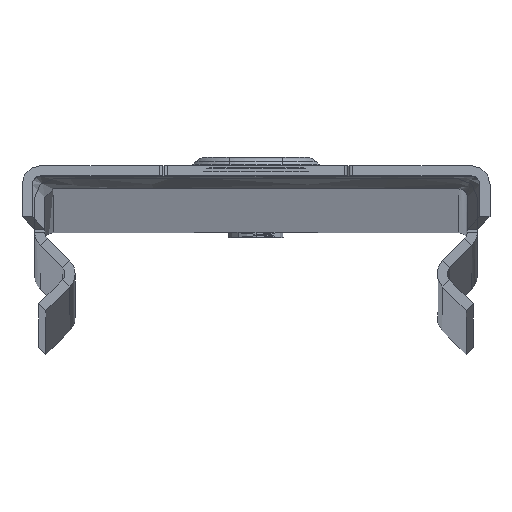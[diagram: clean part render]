
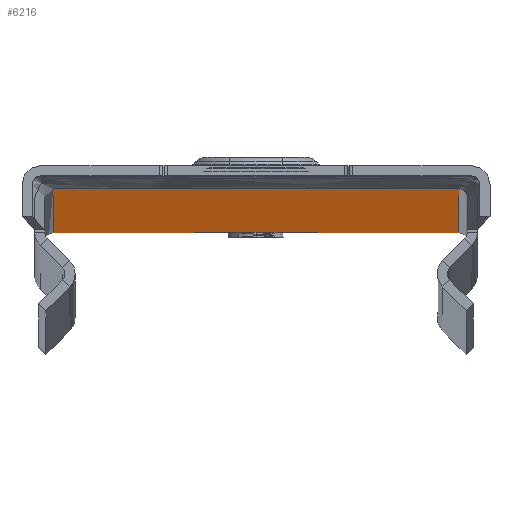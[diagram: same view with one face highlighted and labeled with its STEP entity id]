
A CAD part, top view. The second image highlights one B-rep face of the part: STEP entity #6216.
In plain terms, the highlighted planar face has unit normal (0, -1, 0).
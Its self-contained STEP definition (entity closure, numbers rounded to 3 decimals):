
#18 = VERTEX_POINT ( 'NONE', #821 ) ;
#25 = DIRECTION ( 'NONE',  ( 0., 0., 1. ) ) ;
#86 = DIRECTION ( 'NONE',  ( 1., 0., 0. ) ) ;
#92 = CARTESIAN_POINT ( 'NONE',  ( -11.414, 0., -2969. ) ) ;
#183 = CARTESIAN_POINT ( 'NONE',  ( -10.5, 0., -2968.5 ) ) ;
#321 = VECTOR ( 'NONE', #5580, 1000. ) ;
#325 = CARTESIAN_POINT ( 'NONE',  ( 0., 0., -2955. ) ) ;
#327 = CARTESIAN_POINT ( 'NONE',  ( -10.854, 0., -2968.646 ) ) ;
#821 = CARTESIAN_POINT ( 'NONE',  ( 10.854, 0., -2968.646 ) ) ;
#859 = CARTESIAN_POINT ( 'NONE',  ( 25., 0., -2969. ) ) ;
#862 = DIRECTION ( 'NONE',  ( 0., -1., 0. ) ) ;
#881 = DIRECTION ( 'NONE',  ( 1., 0., 0. ) ) ;
#897 = ORIENTED_EDGE ( 'NONE', *, *, #4414, .T. ) ;
#919 = DIRECTION ( 'NONE',  ( -1., 0., 0. ) ) ;
#961 = EDGE_CURVE ( 'NONE', #7061, #4142, #3629, .T. ) ;
#1023 = VERTEX_POINT ( 'NONE', #183 ) ;
#1260 = CIRCLE ( 'NONE', #5527, 0.5 ) ;
#1277 = DIRECTION ( 'NONE',  ( 0., 0., -1. ) ) ;
#1281 = VERTEX_POINT ( 'NONE', #1359 ) ;
#1341 = VERTEX_POINT ( 'NONE', #1646 ) ;
#1359 = CARTESIAN_POINT ( 'NONE',  ( 11.061, 0., -2968.854 ) ) ;
#1493 = DIRECTION ( 'NONE',  ( 0., -1., 0. ) ) ;
#1504 = LINE ( 'NONE', #4745, #2828 ) ;
#1526 = DIRECTION ( 'NONE',  ( 0., -1., 0. ) ) ;
#1538 = CARTESIAN_POINT ( 'NONE',  ( -24., 0., -2969. ) ) ;
#1615 = CARTESIAN_POINT ( 'NONE',  ( 0., 0., -2955. ) ) ;
#1622 = VECTOR ( 'NONE', #2622, 1000. ) ;
#1634 = DIRECTION ( 'NONE',  ( 0., 1., 0. ) ) ;
#1639 = CARTESIAN_POINT ( 'NONE',  ( 24., 0., -2969. ) ) ;
#1646 = CARTESIAN_POINT ( 'NONE',  ( 10.5, 0., -2968.5 ) ) ;
#1651 = ORIENTED_EDGE ( 'NONE', *, *, #4231, .F. ) ;
#1671 = VERTEX_POINT ( 'NONE', #5093 ) ;
#1692 = CIRCLE ( 'NONE', #5918, 0.5 ) ;
#1779 = VERTEX_POINT ( 'NONE', #3661 ) ;
#1798 = DIRECTION ( 'NONE',  ( -1., 0., 0. ) ) ;
#1829 = AXIS2_PLACEMENT_3D ( 'NONE', #1615, #1634, #1798 ) ;
#1846 = ORIENTED_EDGE ( 'NONE', *, *, #3898, .T. ) ;
#1885 = LINE ( 'NONE', #5179, #2502 ) ;
#1903 = CIRCLE ( 'NONE', #6067, 7.3 ) ;
#2028 = ORIENTED_EDGE ( 'NONE', *, *, #6481, .T. ) ;
#2376 = FACE_BOUND ( 'NONE', #4780, .T. ) ;
#2382 = FACE_OUTER_BOUND ( 'NONE', #3370, .T. ) ;
#2390 = CARTESIAN_POINT ( 'NONE',  ( -24., 0., 0. ) ) ;
#2502 = VECTOR ( 'NONE', #5163, 1000. ) ;
#2534 = AXIS2_PLACEMENT_3D ( 'NONE', #6634, #3104, #7203 ) ;
#2577 = ORIENTED_EDGE ( 'NONE', *, *, #7430, .T. ) ;
#2605 = CARTESIAN_POINT ( 'NONE',  ( 11.414, 0., -2969. ) ) ;
#2622 = DIRECTION ( 'NONE',  ( 0., 0., 1. ) ) ;
#2647 = VERTEX_POINT ( 'NONE', #2605 ) ;
#2684 = ORIENTED_EDGE ( 'NONE', *, *, #2745, .T. ) ;
#2745 = EDGE_CURVE ( 'NONE', #6602, #7061, #4525, .T. ) ;
#2828 = VECTOR ( 'NONE', #4595, 1000. ) ;
#2911 = VECTOR ( 'NONE', #86, 1000. ) ;
#2943 = EDGE_CURVE ( 'NONE', #18, #1281, #1504, .T. ) ;
#3027 = ORIENTED_EDGE ( 'NONE', *, *, #3540, .T. ) ;
#3104 = DIRECTION ( 'NONE',  ( 0., 1., 0. ) ) ;
#3318 = CIRCLE ( 'NONE', #2534, 0.5 ) ;
#3370 = EDGE_LOOP ( 'NONE', ( #3443, #2577, #7279, #2028, #1651, #6468, #2684, #5702, #5301, #897, #1846, #5807 ) ) ;
#3374 = CARTESIAN_POINT ( 'NONE',  ( -11.414, 0., -2968.5 ) ) ;
#3395 = EDGE_CURVE ( 'NONE', #2647, #5198, #1885, .T. ) ;
#3412 = EDGE_CURVE ( 'NONE', #4142, #5099, #4195, .T. ) ;
#3443 = ORIENTED_EDGE ( 'NONE', *, *, #2943, .T. ) ;
#3470 = LINE ( 'NONE', #1639, #7110 ) ;
#3528 = DIRECTION ( 'NONE',  ( 0., 1., 0. ) ) ;
#3540 = EDGE_CURVE ( 'NONE', #4193, #1779, #5525, .T. ) ;
#3579 = VERTEX_POINT ( 'NONE', #2390 ) ;
#3629 = CIRCLE ( 'NONE', #7474, 0.5 ) ;
#3661 = CARTESIAN_POINT ( 'NONE',  ( -7.3, 0., -2955. ) ) ;
#3890 = CARTESIAN_POINT ( 'NONE',  ( 24., 0., -2969. ) ) ;
#3898 = EDGE_CURVE ( 'NONE', #1023, #1341, #4629, .T. ) ;
#4112 = CARTESIAN_POINT ( 'NONE',  ( 25., 0., -2968.5 ) ) ;
#4142 = VERTEX_POINT ( 'NONE', #6324 ) ;
#4193 = VERTEX_POINT ( 'NONE', #6962 ) ;
#4195 = LINE ( 'NONE', #5403, #321 ) ;
#4231 = EDGE_CURVE ( 'NONE', #3579, #1671, #5266, .T. ) ;
#4404 = DIRECTION ( 'NONE',  ( 0., 1., 0. ) ) ;
#4414 = EDGE_CURVE ( 'NONE', #5099, #1023, #3318, .T. ) ;
#4525 = LINE ( 'NONE', #859, #4748 ) ;
#4590 = EDGE_CURVE ( 'NONE', #1779, #4193, #1903, .T. ) ;
#4595 = DIRECTION ( 'NONE',  ( 0.707, 0., -0.707 ) ) ;
#4629 = LINE ( 'NONE', #4112, #2911 ) ;
#4637 = AXIS2_PLACEMENT_3D ( 'NONE', #7241, #862, #4937 ) ;
#4745 = CARTESIAN_POINT ( 'NONE',  ( 11.207, 0., -2969. ) ) ;
#4748 = VECTOR ( 'NONE', #881, 1000. ) ;
#4780 = EDGE_LOOP ( 'NONE', ( #5128, #3027 ) ) ;
#4914 = EDGE_CURVE ( 'NONE', #1341, #18, #1260, .T. ) ;
#4937 = DIRECTION ( 'NONE',  ( 0., 0., -1. ) ) ;
#5011 = CARTESIAN_POINT ( 'NONE',  ( 11.414, 0., -2968.5 ) ) ;
#5030 = EDGE_CURVE ( 'NONE', #6602, #3579, #5305, .T. ) ;
#5093 = CARTESIAN_POINT ( 'NONE',  ( 24., 0., 0. ) ) ;
#5099 = VERTEX_POINT ( 'NONE', #327 ) ;
#5128 = ORIENTED_EDGE ( 'NONE', *, *, #4590, .T. ) ;
#5158 = DIRECTION ( 'NONE',  ( 0., 0., 1. ) ) ;
#5163 = DIRECTION ( 'NONE',  ( 1., 0., 0. ) ) ;
#5179 = CARTESIAN_POINT ( 'NONE',  ( 25., 0., -2969. ) ) ;
#5198 = VERTEX_POINT ( 'NONE', #3890 ) ;
#5266 = LINE ( 'NONE', #7575, #7589 ) ;
#5301 = ORIENTED_EDGE ( 'NONE', *, *, #3412, .T. ) ;
#5305 = LINE ( 'NONE', #6731, #1622 ) ;
#5403 = CARTESIAN_POINT ( 'NONE',  ( -11.207, 0., -2969. ) ) ;
#5525 = CIRCLE ( 'NONE', #1829, 7.3 ) ;
#5527 = AXIS2_PLACEMENT_3D ( 'NONE', #7045, #3528, #25 ) ;
#5580 = DIRECTION ( 'NONE',  ( 0.707, 0., 0.707 ) ) ;
#5615 = DIRECTION ( 'NONE',  ( 0., 0., -1. ) ) ;
#5702 = ORIENTED_EDGE ( 'NONE', *, *, #961, .T. ) ;
#5807 = ORIENTED_EDGE ( 'NONE', *, *, #4914, .T. ) ;
#5918 = AXIS2_PLACEMENT_3D ( 'NONE', #5011, #1526, #5615 ) ;
#6067 = AXIS2_PLACEMENT_3D ( 'NONE', #325, #4404, #919 ) ;
#6216 = ADVANCED_FACE ( 'NONE', ( #2376, #2382 ), #7269, .T. ) ;
#6324 = CARTESIAN_POINT ( 'NONE',  ( -11.061, 0., -2968.854 ) ) ;
#6406 = DIRECTION ( 'NONE',  ( 1., 0., 0. ) ) ;
#6468 = ORIENTED_EDGE ( 'NONE', *, *, #5030, .F. ) ;
#6481 = EDGE_CURVE ( 'NONE', #5198, #1671, #3470, .T. ) ;
#6602 = VERTEX_POINT ( 'NONE', #1538 ) ;
#6634 = CARTESIAN_POINT ( 'NONE',  ( -10.5, 0., -2969. ) ) ;
#6731 = CARTESIAN_POINT ( 'NONE',  ( -24., 0., -2969. ) ) ;
#6962 = CARTESIAN_POINT ( 'NONE',  ( 7.3, 0., -2955. ) ) ;
#7045 = CARTESIAN_POINT ( 'NONE',  ( 10.5, 0., -2969. ) ) ;
#7061 = VERTEX_POINT ( 'NONE', #92 ) ;
#7110 = VECTOR ( 'NONE', #5158, 1000. ) ;
#7203 = DIRECTION ( 'NONE',  ( 0., 0., 1. ) ) ;
#7241 = CARTESIAN_POINT ( 'NONE',  ( 25., 0., -2969. ) ) ;
#7269 = PLANE ( 'NONE',  #4637 ) ;
#7279 = ORIENTED_EDGE ( 'NONE', *, *, #3395, .T. ) ;
#7430 = EDGE_CURVE ( 'NONE', #1281, #2647, #1692, .T. ) ;
#7474 = AXIS2_PLACEMENT_3D ( 'NONE', #3374, #1493, #1277 ) ;
#7575 = CARTESIAN_POINT ( 'NONE',  ( 25., 0., 0. ) ) ;
#7589 = VECTOR ( 'NONE', #6406, 1000. ) ;
